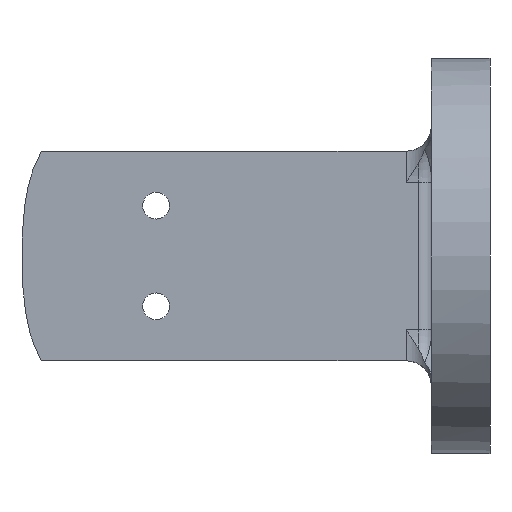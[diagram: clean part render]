
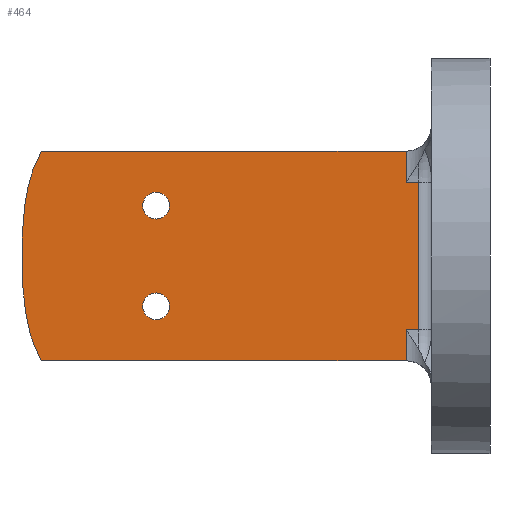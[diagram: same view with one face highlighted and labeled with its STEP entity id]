
A CAD part, front view. The second image highlights one B-rep face of the part: STEP entity #464.
In plain terms, the highlighted planar face has unit normal (0, -1, 0).
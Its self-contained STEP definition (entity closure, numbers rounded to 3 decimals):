
#18=FACE_BOUND('',#133,.T.);
#19=FACE_BOUND('',#134,.T.);
#26=PLANE('',#519);
#33=LINE('',#706,#56);
#35=LINE('',#748,#58);
#37=LINE('',#758,#60);
#41=LINE('',#925,#64);
#42=LINE('',#928,#65);
#43=LINE('',#930,#66);
#44=LINE('',#946,#67);
#56=VECTOR('',#561,10.);
#58=VECTOR('',#575,2.702);
#60=VECTOR('',#581,10.);
#64=VECTOR('',#605,10.);
#65=VECTOR('',#608,2.702);
#66=VECTOR('',#609,43.474);
#67=VECTOR('',#610,43.474);
#103=FACE_OUTER_BOUND('',#132,.T.);
#132=EDGE_LOOP('',(#369,#370,#371,#372,#373,#374,#375,#376));
#133=EDGE_LOOP('',(#377));
#134=EDGE_LOOP('',(#378));
#167=CIRCLE('',#520,1.6);
#168=CIRCLE('',#521,1.6);
#195=B_SPLINE_CURVE_WITH_KNOTS('',3,(#932,#933,#934,#935,#936,#937,#938,
#939,#940,#941,#942,#943,#944,#945),.UNSPECIFIED.,.F.,.F.,(4,2,2,2,2,2,
4),(-5.401,-5.301,-4.741,-4.181,
-3.621,-3.06,-2.961),.UNSPECIFIED.);
#202=VERTEX_POINT('',#699);
#204=VERTEX_POINT('',#704);
#209=VERTEX_POINT('',#740);
#210=VERTEX_POINT('',#747);
#229=VERTEX_POINT('',#918);
#230=VERTEX_POINT('',#927);
#231=VERTEX_POINT('',#929);
#232=VERTEX_POINT('',#931);
#233=VERTEX_POINT('',#947);
#234=VERTEX_POINT('',#949);
#249=EDGE_CURVE('',#204,#202,#33,.T.);
#258=EDGE_CURVE('',#210,#209,#35,.T.);
#262=EDGE_CURVE('',#202,#209,#37,.T.);
#283=EDGE_CURVE('',#229,#204,#41,.T.);
#284=EDGE_CURVE('',#229,#230,#42,.T.);
#285=EDGE_CURVE('',#231,#230,#43,.T.);
#286=EDGE_CURVE('',#231,#232,#195,.T.);
#287=EDGE_CURVE('',#232,#210,#44,.T.);
#288=EDGE_CURVE('',#233,#233,#167,.T.);
#289=EDGE_CURVE('',#234,#234,#168,.T.);
#369=ORIENTED_EDGE('',*,*,#249,.F.);
#370=ORIENTED_EDGE('',*,*,#283,.F.);
#371=ORIENTED_EDGE('',*,*,#284,.T.);
#372=ORIENTED_EDGE('',*,*,#285,.F.);
#373=ORIENTED_EDGE('',*,*,#286,.T.);
#374=ORIENTED_EDGE('',*,*,#287,.T.);
#375=ORIENTED_EDGE('',*,*,#258,.T.);
#376=ORIENTED_EDGE('',*,*,#262,.F.);
#377=ORIENTED_EDGE('',*,*,#288,.F.);
#378=ORIENTED_EDGE('',*,*,#289,.F.);
#464=ADVANCED_FACE('',(#103,#18,#19),#26,.F.);
#519=AXIS2_PLACEMENT_3D('',#926,#606,#607);
#520=AXIS2_PLACEMENT_3D('',#948,#611,#612);
#521=AXIS2_PLACEMENT_3D('',#950,#613,#614);
#561=DIRECTION('',(0.,0.,-1.));
#575=DIRECTION('',(0.,0.,1.));
#581=DIRECTION('',(-1.,0.,0.));
#605=DIRECTION('',(1.,0.,0.));
#606=DIRECTION('center_axis',(0.,1.,0.));
#607=DIRECTION('ref_axis',(0.,0.,1.));
#608=DIRECTION('',(0.,0.,1.));
#609=DIRECTION('',(1.,0.,0.));
#610=DIRECTION('',(1.,0.,0.));
#611=DIRECTION('center_axis',(0.,-1.,0.));
#612=DIRECTION('ref_axis',(0.,0.,1.));
#613=DIRECTION('center_axis',(0.,-1.,0.));
#614=DIRECTION('ref_axis',(0.,0.,-1.));
#699=CARTESIAN_POINT('',(-8.5,21.5,-8.784));
#704=CARTESIAN_POINT('',(-8.5,21.5,8.784));
#706=CARTESIAN_POINT('',(-8.5,21.5,6.25));
#740=CARTESIAN_POINT('',(-10.,21.5,-8.784));
#747=CARTESIAN_POINT('',(-10.,21.5,-12.5));
#748=CARTESIAN_POINT('',(-10.,21.5,-12.5));
#758=CARTESIAN_POINT('',(0.,21.5,-8.784));
#918=CARTESIAN_POINT('',(-10.,21.5,8.784));
#925=CARTESIAN_POINT('',(0.,21.5,8.784));
#926=CARTESIAN_POINT('Origin',(-56.,21.5,12.5));
#927=CARTESIAN_POINT('',(-10.,21.5,12.5));
#928=CARTESIAN_POINT('',(-10.,21.5,9.798));
#929=CARTESIAN_POINT('',(-53.474,21.5,12.5));
#930=CARTESIAN_POINT('',(-53.474,21.5,12.5));
#931=CARTESIAN_POINT('',(-53.474,21.5,-12.5));
#932=CARTESIAN_POINT('Ctrl Pts',(-53.474,21.5,12.5));
#933=CARTESIAN_POINT('Ctrl Pts',(-53.652,21.5,12.192));
#934=CARTESIAN_POINT('Ctrl Pts',(-53.813,21.5,11.883));
#935=CARTESIAN_POINT('Ctrl Pts',(-54.757,21.5,9.896));
#936=CARTESIAN_POINT('Ctrl Pts',(-55.232,21.5,7.936));
#937=CARTESIAN_POINT('Ctrl Pts',(-55.739,21.5,3.92));
#938=CARTESIAN_POINT('Ctrl Pts',(-55.798,21.5,1.867));
#939=CARTESIAN_POINT('Ctrl Pts',(-55.798,21.5,-1.867));
#940=CARTESIAN_POINT('Ctrl Pts',(-55.739,21.5,-3.92));
#941=CARTESIAN_POINT('Ctrl Pts',(-55.232,21.5,-7.936));
#942=CARTESIAN_POINT('Ctrl Pts',(-54.757,21.5,-9.896));
#943=CARTESIAN_POINT('Ctrl Pts',(-53.813,21.5,-11.883));
#944=CARTESIAN_POINT('Ctrl Pts',(-53.652,21.5,-12.192));
#945=CARTESIAN_POINT('Ctrl Pts',(-53.474,21.5,-12.5));
#946=CARTESIAN_POINT('',(-53.474,21.5,-12.5));
#947=CARTESIAN_POINT('',(-39.8,21.5,7.6));
#948=CARTESIAN_POINT('Origin',(-39.8,21.5,6.));
#949=CARTESIAN_POINT('',(-39.8,21.5,-4.4));
#950=CARTESIAN_POINT('Origin',(-39.8,21.5,-6.));
